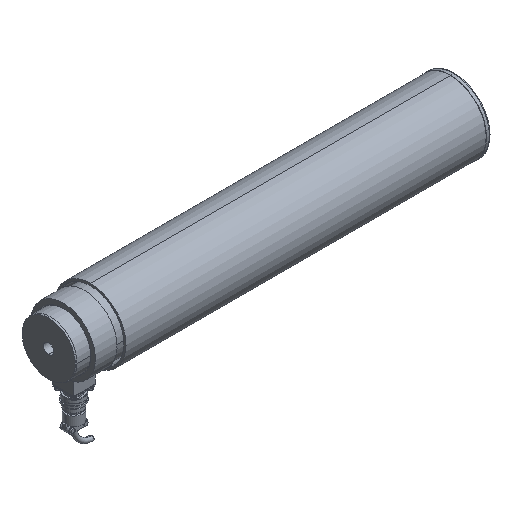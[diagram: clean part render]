
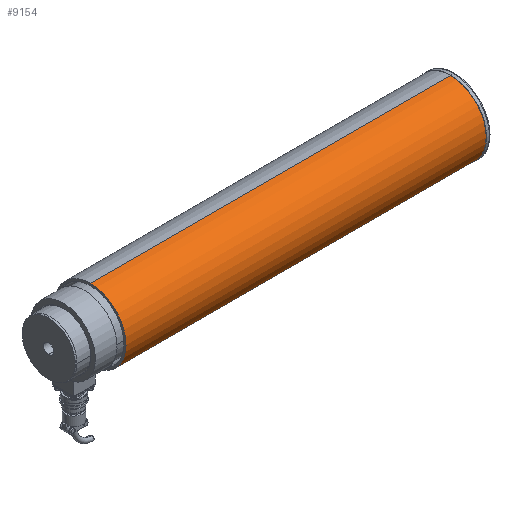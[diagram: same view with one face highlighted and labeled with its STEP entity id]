
A CAD part, isometric view. The second image highlights one B-rep face of the part: STEP entity #9154.
In plain terms, the highlighted cylindrical face has radius 49.5 mm (diameter 99 mm), a partial arc.
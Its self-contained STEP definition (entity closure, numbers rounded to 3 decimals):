
#9094=CARTESIAN_POINT('',(185.,49.5,0.0));
#9095=VERTEX_POINT('',#9094);
#9096=CARTESIAN_POINT('',(-315.,49.5,0.0));
#9097=VERTEX_POINT('',#9096);
#9098=CARTESIAN_POINT('',(185.,49.5,0.0));
#9099=DIRECTION('',(-1.0,0.0,0.0));
#9100=VECTOR('',#9099,500.0);
#9101=LINE('',#9098,#9100);
#9102=EDGE_CURVE('',#9095,#9097,#9101,.T.);
#9104=CARTESIAN_POINT('',(185.,-49.5,0.));
#9105=VERTEX_POINT('',#9104);
#9113=CARTESIAN_POINT('',(-315.,-49.5,0.));
#9114=VERTEX_POINT('',#9113);
#9115=CARTESIAN_POINT('',(185.,-49.5,0.));
#9116=DIRECTION('',(-1.0,0.0,0.0));
#9117=VECTOR('',#9116,500.0);
#9118=LINE('',#9115,#9117);
#9119=EDGE_CURVE('',#9105,#9114,#9118,.T.);
#9131=CARTESIAN_POINT('',(-65.,0.0,0.0));
#9132=DIRECTION('',(1.0,0.0,0.0));
#9133=DIRECTION('',(0.0,1.0,0.0));
#9134=AXIS2_PLACEMENT_3D('',#9131,#9132,#9133);
#9135=CYLINDRICAL_SURFACE('',#9134,49.5);
#9136=ORIENTED_EDGE('',*,*,#9102,.T.);
#9137=CARTESIAN_POINT('',(-315.,0.0,0.0));
#9138=DIRECTION('',(1.0,0.0,0.0));
#9139=DIRECTION('',(0.0,1.0,0.0));
#9140=AXIS2_PLACEMENT_3D('',#9137,#9138,#9139);
#9141=CIRCLE('',#9140,49.5);
#9142=EDGE_CURVE('',#9097,#9114,#9141,.T.);
#9143=ORIENTED_EDGE('',*,*,#9142,.T.);
#9144=ORIENTED_EDGE('',*,*,#9119,.F.);
#9145=CARTESIAN_POINT('',(185.,0.0,0.0));
#9146=DIRECTION('',(1.0,0.0,0.0));
#9147=DIRECTION('',(0.0,1.0,0.0));
#9148=AXIS2_PLACEMENT_3D('',#9145,#9146,#9147);
#9149=CIRCLE('',#9148,49.5);
#9150=EDGE_CURVE('',#9095,#9105,#9149,.T.);
#9151=ORIENTED_EDGE('',*,*,#9150,.F.);
#9152=EDGE_LOOP('',(#9136,#9143,#9144,#9151));
#9153=FACE_OUTER_BOUND('',#9152,.T.);
#9154=ADVANCED_FACE('',(#9153),#9135,.T.);
